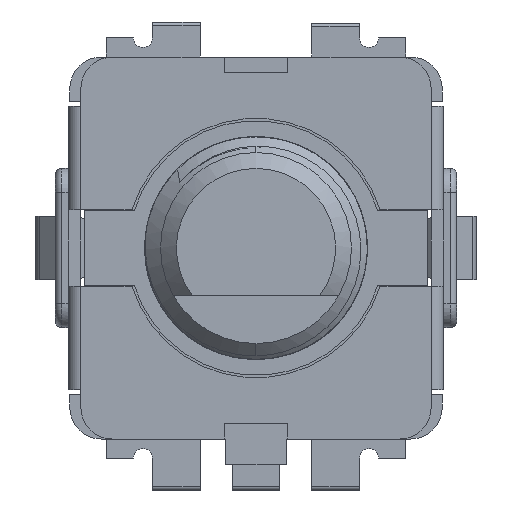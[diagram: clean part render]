
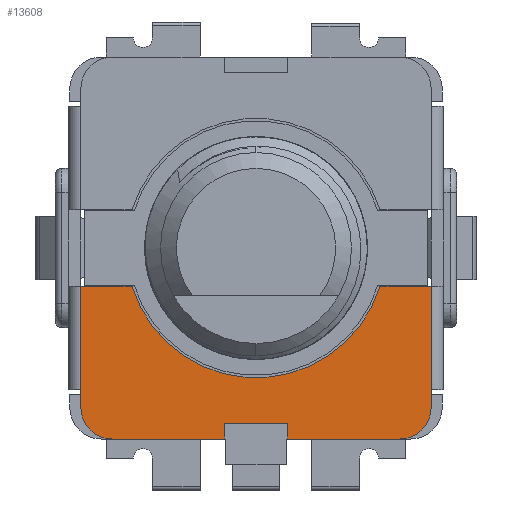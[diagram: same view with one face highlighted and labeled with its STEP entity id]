
A CAD part, front view. The second image highlights one B-rep face of the part: STEP entity #13608.
In plain terms, the highlighted planar face has unit normal (0, -1, 0).
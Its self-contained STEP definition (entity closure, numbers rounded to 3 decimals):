
#912=DIRECTION('',(1.,0.,0.));
#913=VECTOR('',#912,3.5);
#914=CARTESIAN_POINT('',(-4.5,7.396,-6.));
#915=LINE('',#914,#913);
#928=DIRECTION('',(1.,0.,0.));
#929=VECTOR('',#928,3.5);
#930=CARTESIAN_POINT('',(1.,7.396,-6.));
#931=LINE('',#930,#929);
#2557=DIRECTION('',(0.,0.,-1.));
#2558=VECTOR('',#2557,3.25);
#2559=CARTESIAN_POINT('',(-5.5,7.396,-1.2));
#2560=LINE('',#2559,#2558);
#2574=DIRECTION('',(-1.,0.,0.));
#2575=VECTOR('',#2574,1.606);
#2576=CARTESIAN_POINT('',(-3.894,7.396,-1.2));
#2577=LINE('',#2576,#2575);
#3344=DIRECTION('',(0.,0.,1.));
#3345=VECTOR('',#3344,0.55);
#3346=CARTESIAN_POINT('',(5.5,7.396,-5.));
#3347=LINE('',#3346,#3345);
#3356=CARTESIAN_POINT('',(4.5,7.396,-5.));
#3357=DIRECTION('',(0.,1.,0.));
#3358=DIRECTION('',(1.,0.,0.));
#3359=AXIS2_PLACEMENT_3D('',#3356,#3357,#3358);
#3361=CARTESIAN_POINT('',(-4.5,7.396,-5.));
#3362=DIRECTION('',(0.,1.,0.));
#3363=DIRECTION('',(0.,0.,-1.));
#3364=AXIS2_PLACEMENT_3D('',#3361,#3362,#3363);
#3366=CARTESIAN_POINT('',(0.,7.396,0.));
#3367=DIRECTION('',(0.,-1.,0.));
#3368=DIRECTION('',(-0.956,0.,-0.294));
#3369=AXIS2_PLACEMENT_3D('',#3366,#3367,#3368);
#3375=DIRECTION('',(0.,0.,1.));
#3376=VECTOR('',#3375,3.25);
#3377=CARTESIAN_POINT('',(5.5,7.396,-4.45));
#3378=LINE('',#3377,#3376);
#3484=DIRECTION('',(-1.,0.,0.));
#3485=VECTOR('',#3484,1.606);
#3486=CARTESIAN_POINT('',(5.5,7.396,-1.2));
#3487=LINE('',#3486,#3485);
#3853=DIRECTION('',(0.,0.,-1.));
#3854=VECTOR('',#3853,0.55);
#3855=CARTESIAN_POINT('',(-5.5,7.396,-4.45));
#3856=LINE('',#3855,#3854);
#3990=DIRECTION('',(0.,0.,-1.));
#3991=VECTOR('',#3990,0.5);
#3992=CARTESIAN_POINT('',(1.,7.396,-5.5));
#3993=LINE('',#3992,#3991);
#3998=DIRECTION('',(1.,0.,0.));
#3999=VECTOR('',#3998,2.);
#4000=CARTESIAN_POINT('',(-1.,7.396,-5.5));
#4001=LINE('',#4000,#3999);
#4006=DIRECTION('',(0.,0.,1.));
#4007=VECTOR('',#4006,0.5);
#4008=CARTESIAN_POINT('',(-1.,7.396,-6.));
#4009=LINE('',#4008,#4007);
#7795=CARTESIAN_POINT('',(5.5,7.396,-4.45));
#7796=VERTEX_POINT('',#7795);
#7797=CARTESIAN_POINT('',(5.5,7.396,-5.));
#7798=VERTEX_POINT('',#7797);
#7917=CARTESIAN_POINT('',(-5.5,7.396,-4.45));
#7918=VERTEX_POINT('',#7917);
#7919=CARTESIAN_POINT('',(-5.5,7.396,-1.2));
#7920=VERTEX_POINT('',#7919);
#7921=CARTESIAN_POINT('',(-3.894,7.396,-1.2));
#7922=VERTEX_POINT('',#7921);
#7923=CARTESIAN_POINT('',(3.894,7.396,-1.2));
#7924=VERTEX_POINT('',#7923);
#7925=CARTESIAN_POINT('',(5.5,7.396,-1.2));
#7926=VERTEX_POINT('',#7925);
#7927=CARTESIAN_POINT('',(4.5,7.396,-6.));
#7928=VERTEX_POINT('',#7927);
#7929=CARTESIAN_POINT('',(1.,7.396,-6.));
#7930=VERTEX_POINT('',#7929);
#7931=CARTESIAN_POINT('',(1.,7.396,-5.5));
#7932=VERTEX_POINT('',#7931);
#7933=CARTESIAN_POINT('',(-1.,7.396,-5.5));
#7934=VERTEX_POINT('',#7933);
#7935=CARTESIAN_POINT('',(-1.,7.396,-6.));
#7936=VERTEX_POINT('',#7935);
#7937=CARTESIAN_POINT('',(-4.5,7.396,-6.));
#7938=VERTEX_POINT('',#7937);
#7939=CARTESIAN_POINT('',(-5.5,7.396,-5.));
#7940=VERTEX_POINT('',#7939);
#13579=CARTESIAN_POINT('',(0.,7.396,0.));
#13580=DIRECTION('',(0.,-1.,0.));
#13581=DIRECTION('',(-1.,0.,0.));
#13582=AXIS2_PLACEMENT_3D('',#13579,#13580,#13581);
#13583=PLANE('',#13582);
#13585=ORIENTED_EDGE('',*,*,#13584,.F.);
#13586=ORIENTED_EDGE('',*,*,#13557,.F.);
#13587=ORIENTED_EDGE('',*,*,#13573,.T.);
#13588=ORIENTED_EDGE('',*,*,#10229,.F.);
#13590=ORIENTED_EDGE('',*,*,#13589,.F.);
#13592=ORIENTED_EDGE('',*,*,#13591,.F.);
#13594=ORIENTED_EDGE('',*,*,#13593,.F.);
#13595=ORIENTED_EDGE('',*,*,#10213,.F.);
#13597=ORIENTED_EDGE('',*,*,#13596,.T.);
#13599=ORIENTED_EDGE('',*,*,#13598,.F.);
#13600=ORIENTED_EDGE('',*,*,#12576,.F.);
#13601=ORIENTED_EDGE('',*,*,#12598,.F.);
#13603=ORIENTED_EDGE('',*,*,#13602,.T.);
#13605=ORIENTED_EDGE('',*,*,#13604,.F.);
#13606=EDGE_LOOP('',(#13585,#13586,#13587,#13588,#13590,#13592,#13594,#13595,
#13597,#13599,#13600,#13601,#13603,#13605));
#13607=FACE_OUTER_BOUND('',#13606,.F.);
#13608=ADVANCED_FACE('',(#13607),#13583,.T.);
#3360=CIRCLE('',#3359,1.);
#3365=CIRCLE('',#3364,1.);
#3370=CIRCLE('',#3369,4.075);
#10213=EDGE_CURVE('',#7938,#7936,#915,.T.);
#10229=EDGE_CURVE('',#7930,#7928,#931,.T.);
#12576=EDGE_CURVE('',#7920,#7918,#2560,.T.);
#12598=EDGE_CURVE('',#7922,#7920,#2577,.T.);
#13557=EDGE_CURVE('',#7798,#7796,#3347,.T.);
#13573=EDGE_CURVE('',#7798,#7928,#3360,.T.);
#13584=EDGE_CURVE('',#7796,#7926,#3378,.T.);
#13589=EDGE_CURVE('',#7932,#7930,#3993,.T.);
#13591=EDGE_CURVE('',#7934,#7932,#4001,.T.);
#13593=EDGE_CURVE('',#7936,#7934,#4009,.T.);
#13596=EDGE_CURVE('',#7938,#7940,#3365,.T.);
#13598=EDGE_CURVE('',#7918,#7940,#3856,.T.);
#13602=EDGE_CURVE('',#7922,#7924,#3370,.T.);
#13604=EDGE_CURVE('',#7926,#7924,#3487,.T.);
